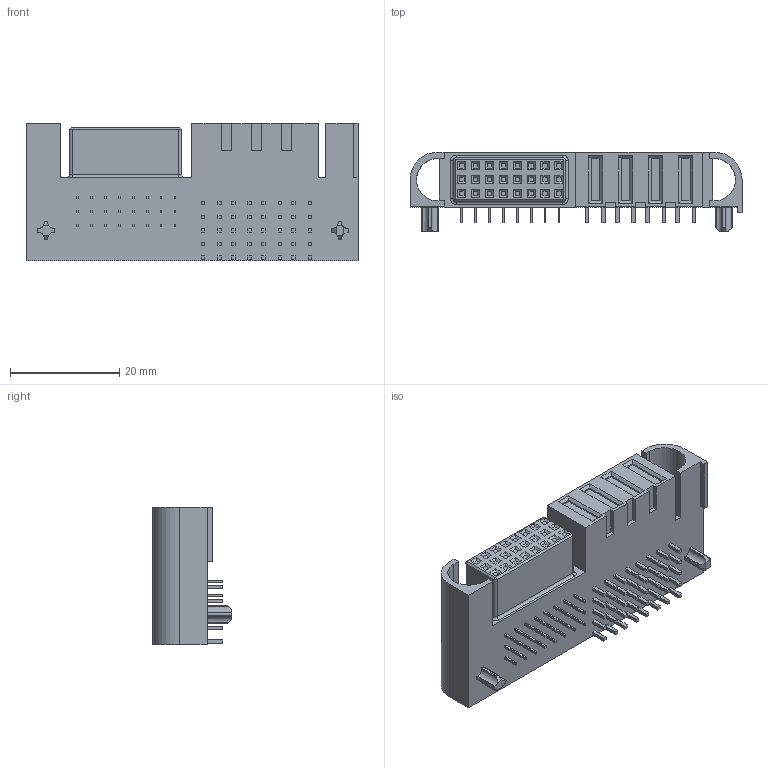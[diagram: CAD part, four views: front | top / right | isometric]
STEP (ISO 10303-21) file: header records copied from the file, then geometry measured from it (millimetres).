
FILE_DESCRIPTION((''),'2;1');
FILE_NAME('464363001','2015-11-03T',('me'),(''),'PRO/ENGINEER BY PARAMETRIC TECHNOLOGY CORPORATION, 2011490','PRO/ENGINEER BY PARAMETRIC TECHNOLOGY CORPORATION, 2011490','');
FILE_SCHEMA(('CONFIG_CONTROL_DESIGN'));
Length unit declared in the file: millimetre
Products named in the file (1): 464363001
Bounding box: 60.76 x 14.48 x 25.22 mm (x, y, z)
Volume: 12635.3 mm3; surface area: 6269 mm2
Topology: 1 solids, 1 shells, 604 faces, 1615 edges, 1106 vertices
Faces by surface type: plane 552, cylinder 44, torus 4, cone 4
Entity records: 18506 total; most frequent: CARTESIAN_POINT 3264, DIRECTION 3017, ORIENTED_EDGE 2966, EDGE_CURVE 1483, VECTOR 1375, LINE 1375, VERTEX_POINT 974, AXIS2_PLACEMENT_3D 821
